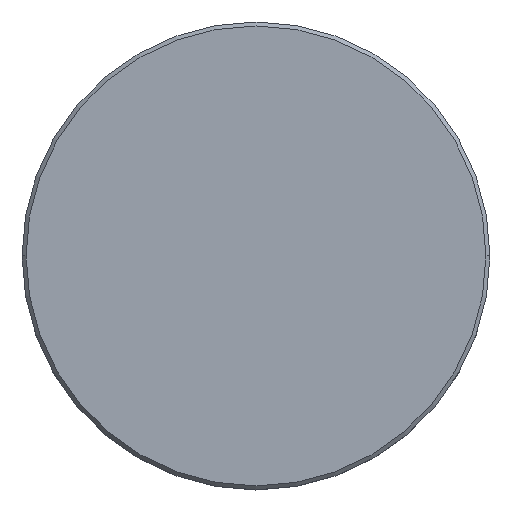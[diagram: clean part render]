
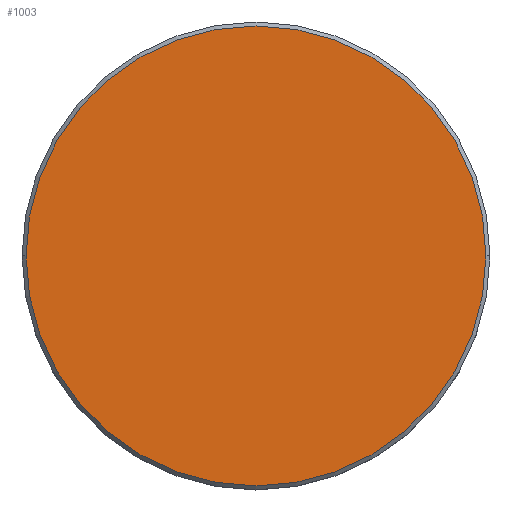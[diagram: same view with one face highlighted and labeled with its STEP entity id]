
A CAD part, top view. The second image highlights one B-rep face of the part: STEP entity #1003.
In plain terms, the highlighted planar face has unit normal (0, 0, 1).
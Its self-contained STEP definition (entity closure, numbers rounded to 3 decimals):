
#36 = ORIENTED_EDGE ( 'NONE', *, *, #71, .T. ) ;
#66 = AXIS2_PLACEMENT_3D ( 'NONE', #532, #615, #812 ) ;
#71 = EDGE_CURVE ( 'NONE', #712, #231, #893, .T. ) ;
#77 = FACE_OUTER_BOUND ( 'NONE', #79, .T. ) ;
#79 = EDGE_LOOP ( 'NONE', ( #36, #1060 ) ) ;
#231 = VERTEX_POINT ( 'NONE', #276 ) ;
#258 = AXIS2_PLACEMENT_3D ( 'NONE', #1115, #870, #955 ) ;
#274 = EDGE_CURVE ( 'NONE', #231, #712, #1146, .T. ) ;
#276 = CARTESIAN_POINT ( 'NONE',  ( 29., 0., 0. ) ) ;
#359 = DIRECTION ( 'NONE',  ( 1., 0., 0. ) ) ;
#456 = CARTESIAN_POINT ( 'NONE',  ( 0., 0., 0. ) ) ;
#525 = CARTESIAN_POINT ( 'NONE',  ( -29., 0., 0. ) ) ;
#532 = CARTESIAN_POINT ( 'NONE',  ( 0., 0., 0. ) ) ;
#615 = DIRECTION ( 'NONE',  ( 0., 0., 1. ) ) ;
#640 = DIRECTION ( 'NONE',  ( 0., 0., 1. ) ) ;
#689 = AXIS2_PLACEMENT_3D ( 'NONE', #456, #640, #359 ) ;
#712 = VERTEX_POINT ( 'NONE', #525 ) ;
#811 = PLANE ( 'NONE',  #689 ) ;
#812 = DIRECTION ( 'NONE',  ( 1., 0., 0. ) ) ;
#870 = DIRECTION ( 'NONE',  ( 0., 0., 1. ) ) ;
#893 = CIRCLE ( 'NONE', #66, 29. ) ;
#955 = DIRECTION ( 'NONE',  ( 1., 0., 0. ) ) ;
#1003 = ADVANCED_FACE ( 'NONE', ( #77 ), #811, .T. ) ;
#1060 = ORIENTED_EDGE ( 'NONE', *, *, #274, .T. ) ;
#1115 = CARTESIAN_POINT ( 'NONE',  ( 0., 0., 0. ) ) ;
#1146 = CIRCLE ( 'NONE', #258, 29. ) ;
